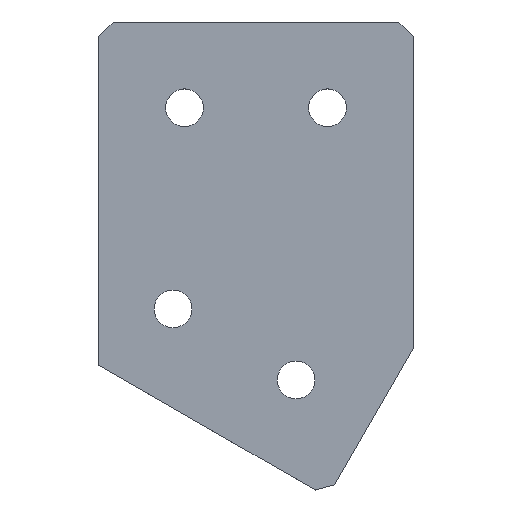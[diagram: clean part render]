
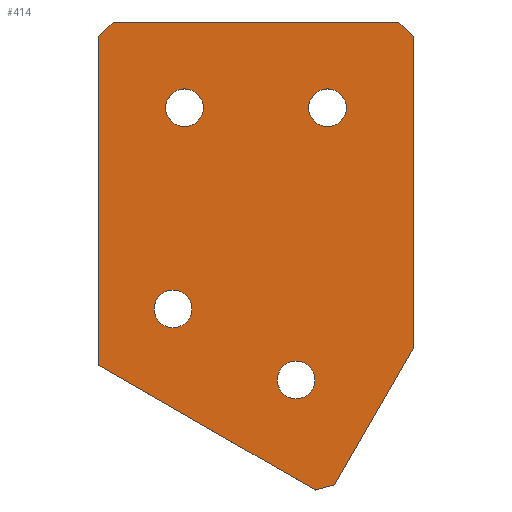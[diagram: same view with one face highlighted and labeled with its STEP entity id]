
A CAD part, top view. The second image highlights one B-rep face of the part: STEP entity #414.
In plain terms, the highlighted planar face has unit normal (0, 0, 1).
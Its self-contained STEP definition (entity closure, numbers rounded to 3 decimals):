
#4 = CARTESIAN_POINT ( 'NONE',  ( 34.51, -62.604, 0. ) ) ;
#6 = VECTOR ( 'NONE', #258, 1000. ) ;
#7 = VERTEX_POINT ( 'NONE', #394 ) ;
#9 = DIRECTION ( 'NONE',  ( 0., 1., 0. ) ) ;
#12 = DIRECTION ( 'NONE',  ( 0., 0., -1. ) ) ;
#17 = ORIENTED_EDGE ( 'NONE', *, *, #474, .T. ) ;
#20 = DIRECTION ( 'NONE',  ( 0., -1., 0. ) ) ;
#25 = DIRECTION ( 'NONE',  ( 0., 1., 0. ) ) ;
#31 = EDGE_CURVE ( 'NONE', #219, #168, #282, .T. ) ;
#38 = DIRECTION ( 'NONE',  ( 0., 0., 1. ) ) ;
#42 = EDGE_CURVE ( 'NONE', #439, #153, #88, .T. ) ;
#47 = AXIS2_PLACEMENT_3D ( 'NONE', #466, #12, #25 ) ;
#48 = ORIENTED_EDGE ( 'NONE', *, *, #298, .T. ) ;
#51 = VECTOR ( 'NONE', #237, 1000. ) ;
#62 = CARTESIAN_POINT ( 'NONE',  ( 37.835, -81.844, 0. ) ) ;
#68 = CARTESIAN_POINT ( 'NONE',  ( 55., 0., 0. ) ) ;
#88 = CIRCLE ( 'NONE', #111, 3.3 ) ;
#90 = DIRECTION ( 'NONE',  ( 0., 0., -1. ) ) ;
#92 = EDGE_CURVE ( 'NONE', #567, #450, #496, .T. ) ;
#95 = DIRECTION ( 'NONE',  ( -0.866, 0.5, 0. ) ) ;
#107 = CARTESIAN_POINT ( 'NONE',  ( 0., -60., 0. ) ) ;
#111 = AXIS2_PLACEMENT_3D ( 'NONE', #538, #345, #151 ) ;
#112 = ORIENTED_EDGE ( 'NONE', *, *, #92, .T. ) ;
#116 = VERTEX_POINT ( 'NONE', #445 ) ;
#124 = DIRECTION ( 'NONE',  ( 0., 0., -1. ) ) ;
#126 = VERTEX_POINT ( 'NONE', #448 ) ;
#140 = AXIS2_PLACEMENT_3D ( 'NONE', #4, #155, #9 ) ;
#145 = DIRECTION ( 'NONE',  ( 0., 1., 0. ) ) ;
#147 = ORIENTED_EDGE ( 'NONE', *, *, #521, .T. ) ;
#151 = DIRECTION ( 'NONE',  ( 0., 1., 0. ) ) ;
#152 = CIRCLE ( 'NONE', #512, 3.3 ) ;
#153 = VERTEX_POINT ( 'NONE', #389 ) ;
#155 = DIRECTION ( 'NONE',  ( 0., 0., -1. ) ) ;
#158 = CARTESIAN_POINT ( 'NONE',  ( 15., -18.3, 0. ) ) ;
#161 = DIRECTION ( 'NONE',  ( 0., 1., 0. ) ) ;
#162 = EDGE_CURVE ( 'NONE', #605, #580, #252, .T. ) ;
#163 = VECTOR ( 'NONE', #20, 1000. ) ;
#168 = VERTEX_POINT ( 'NONE', #174 ) ;
#171 = EDGE_CURVE ( 'NONE', #116, #450, #548, .T. ) ;
#172 = EDGE_LOOP ( 'NONE', ( #48, #264 ) ) ;
#174 = CARTESIAN_POINT ( 'NONE',  ( 34.51, -59.304, 0. ) ) ;
#186 = CARTESIAN_POINT ( 'NONE',  ( 40., -18.3, 0. ) ) ;
#191 = EDGE_CURVE ( 'NONE', #168, #219, #152, .T. ) ;
#193 = VERTEX_POINT ( 'NONE', #596 ) ;
#194 = LINE ( 'NONE', #107, #553 ) ;
#200 = CARTESIAN_POINT ( 'NONE',  ( 0., 0., 0. ) ) ;
#202 = VECTOR ( 'NONE', #621, 1000. ) ;
#208 = LINE ( 'NONE', #603, #520 ) ;
#218 = DIRECTION ( 'NONE',  ( 0., 1., 0. ) ) ;
#219 = VERTEX_POINT ( 'NONE', #220 ) ;
#220 = CARTESIAN_POINT ( 'NONE',  ( 34.51, -65.904, 0. ) ) ;
#223 = CARTESIAN_POINT ( 'NONE',  ( 0., 0., 0. ) ) ;
#237 = DIRECTION ( 'NONE',  ( 0., 1., 0. ) ) ;
#238 = EDGE_CURVE ( 'NONE', #267, #193, #315, .T. ) ;
#245 = ORIENTED_EDGE ( 'NONE', *, *, #31, .T. ) ;
#246 = CARTESIAN_POINT ( 'NONE',  ( 15., -15., 0. ) ) ;
#248 = EDGE_CURVE ( 'NONE', #567, #126, #517, .T. ) ;
#249 = VERTEX_POINT ( 'NONE', #269 ) ;
#252 = CIRCLE ( 'NONE', #423, 3.3 ) ;
#253 = EDGE_CURVE ( 'NONE', #249, #346, #615, .T. ) ;
#258 = DIRECTION ( 'NONE',  ( 1., 0., 0. ) ) ;
#259 = ORIENTED_EDGE ( 'NONE', *, *, #191, .T. ) ;
#261 = CARTESIAN_POINT ( 'NONE',  ( 22.995, -85.82, 0. ) ) ;
#263 = VECTOR ( 'NONE', #451, 1000. ) ;
#264 = ORIENTED_EDGE ( 'NONE', *, *, #42, .T. ) ;
#266 = CARTESIAN_POINT ( 'NONE',  ( 0., 0., 0. ) ) ;
#267 = VERTEX_POINT ( 'NONE', #62 ) ;
#269 = CARTESIAN_POINT ( 'NONE',  ( 40., -11.7, 0. ) ) ;
#270 = EDGE_CURVE ( 'NONE', #116, #7, #208, .T. ) ;
#277 = AXIS2_PLACEMENT_3D ( 'NONE', #246, #90, #444 ) ;
#279 = DIRECTION ( 'NONE',  ( 0., 1., 0. ) ) ;
#282 = CIRCLE ( 'NONE', #140, 3.3 ) ;
#287 = LINE ( 'NONE', #200, #51 ) ;
#290 = ORIENTED_EDGE ( 'NONE', *, *, #248, .F. ) ;
#291 = CARTESIAN_POINT ( 'NONE',  ( 40., -83.094, 0. ) ) ;
#293 = AXIS2_PLACEMENT_3D ( 'NONE', #366, #613, #279 ) ;
#298 = EDGE_CURVE ( 'NONE', #153, #439, #340, .T. ) ;
#305 = CARTESIAN_POINT ( 'NONE',  ( 0., -60., 0. ) ) ;
#309 = DIRECTION ( 'NONE',  ( 0., 0., -1. ) ) ;
#315 = LINE ( 'NONE', #261, #263 ) ;
#317 = LINE ( 'NONE', #291, #435 ) ;
#321 = FACE_OUTER_BOUND ( 'NONE', #332, .T. ) ;
#324 = ORIENTED_EDGE ( 'NONE', *, *, #525, .F. ) ;
#332 = EDGE_LOOP ( 'NONE', ( #628, #604, #504, #290, #112, #594, #501, #324 ) ) ;
#338 = DIRECTION ( 'NONE',  ( -0.5, -0.866, 0. ) ) ;
#340 = CIRCLE ( 'NONE', #293, 3.3 ) ;
#345 = DIRECTION ( 'NONE',  ( 0., 0., -1. ) ) ;
#346 = VERTEX_POINT ( 'NONE', #186 ) ;
#351 = DIRECTION ( 'NONE',  ( -0.707, -0.707, 0. ) ) ;
#362 = EDGE_LOOP ( 'NONE', ( #259, #245 ) ) ;
#366 = CARTESIAN_POINT ( 'NONE',  ( 12.99, -50.179, 0. ) ) ;
#374 = FACE_BOUND ( 'NONE', #619, .T. ) ;
#377 = DIRECTION ( 'NONE',  ( 0., 0., -1. ) ) ;
#389 = CARTESIAN_POINT ( 'NONE',  ( 12.99, -46.879, 0. ) ) ;
#394 = CARTESIAN_POINT ( 'NONE',  ( 0., -2.5, 0. ) ) ;
#414 = ADVANCED_FACE ( 'NONE', ( #524, #374, #618, #477, #321 ), #571, .T. ) ;
#418 = DIRECTION ( 'NONE',  ( 1., 0., 0. ) ) ;
#423 = AXIS2_PLACEMENT_3D ( 'NONE', #455, #309, #161 ) ;
#428 = EDGE_CURVE ( 'NONE', #126, #193, #317, .T. ) ;
#435 = VECTOR ( 'NONE', #338, 1000. ) ;
#439 = VERTEX_POINT ( 'NONE', #488 ) ;
#441 = CARTESIAN_POINT ( 'NONE',  ( 26.25, 26.25, 0. ) ) ;
#444 = DIRECTION ( 'NONE',  ( 0., 1., 0. ) ) ;
#445 = CARTESIAN_POINT ( 'NONE',  ( 2.5, 0., 0. ) ) ;
#448 = CARTESIAN_POINT ( 'NONE',  ( 55., -57.113, 0. ) ) ;
#449 = CIRCLE ( 'NONE', #277, 3.3 ) ;
#450 = VERTEX_POINT ( 'NONE', #576 ) ;
#451 = DIRECTION ( 'NONE',  ( 0.966, 0.259, 0. ) ) ;
#455 = CARTESIAN_POINT ( 'NONE',  ( 15., -15., 0. ) ) ;
#460 = EDGE_LOOP ( 'NONE', ( #487, #147 ) ) ;
#466 = CARTESIAN_POINT ( 'NONE',  ( 40., -15., 0. ) ) ;
#470 = CIRCLE ( 'NONE', #610, 3.3 ) ;
#474 = EDGE_CURVE ( 'NONE', #346, #249, #470, .T. ) ;
#477 = FACE_BOUND ( 'NONE', #362, .T. ) ;
#487 = ORIENTED_EDGE ( 'NONE', *, *, #162, .T. ) ;
#488 = CARTESIAN_POINT ( 'NONE',  ( 12.99, -53.479, 0. ) ) ;
#492 = CARTESIAN_POINT ( 'NONE',  ( 40., -15., 0. ) ) ;
#496 = LINE ( 'NONE', #441, #202 ) ;
#501 = ORIENTED_EDGE ( 'NONE', *, *, #270, .T. ) ;
#503 = CARTESIAN_POINT ( 'NONE',  ( 34.51, -62.604, 0. ) ) ;
#504 = ORIENTED_EDGE ( 'NONE', *, *, #428, .F. ) ;
#506 = EDGE_CURVE ( 'NONE', #267, #624, #194, .T. ) ;
#508 = ORIENTED_EDGE ( 'NONE', *, *, #253, .T. ) ;
#509 = CARTESIAN_POINT ( 'NONE',  ( 15., -11.7, 0. ) ) ;
#512 = AXIS2_PLACEMENT_3D ( 'NONE', #503, #124, #218 ) ;
#517 = LINE ( 'NONE', #68, #163 ) ;
#520 = VECTOR ( 'NONE', #351, 1000. ) ;
#521 = EDGE_CURVE ( 'NONE', #580, #605, #449, .T. ) ;
#524 = FACE_BOUND ( 'NONE', #460, .T. ) ;
#525 = EDGE_CURVE ( 'NONE', #624, #7, #287, .T. ) ;
#538 = CARTESIAN_POINT ( 'NONE',  ( 12.99, -50.179, 0. ) ) ;
#548 = LINE ( 'NONE', #266, #6 ) ;
#553 = VECTOR ( 'NONE', #95, 1000. ) ;
#567 = VERTEX_POINT ( 'NONE', #602 ) ;
#571 = PLANE ( 'NONE',  #589 ) ;
#576 = CARTESIAN_POINT ( 'NONE',  ( 52.5, 0., 0. ) ) ;
#580 = VERTEX_POINT ( 'NONE', #158 ) ;
#589 = AXIS2_PLACEMENT_3D ( 'NONE', #223, #38, #418 ) ;
#594 = ORIENTED_EDGE ( 'NONE', *, *, #171, .F. ) ;
#596 = CARTESIAN_POINT ( 'NONE',  ( 41.25, -80.929, 0. ) ) ;
#602 = CARTESIAN_POINT ( 'NONE',  ( 55., -2.5, 0. ) ) ;
#603 = CARTESIAN_POINT ( 'NONE',  ( 1.25, -1.25, 0. ) ) ;
#604 = ORIENTED_EDGE ( 'NONE', *, *, #238, .T. ) ;
#605 = VERTEX_POINT ( 'NONE', #509 ) ;
#610 = AXIS2_PLACEMENT_3D ( 'NONE', #492, #377, #145 ) ;
#613 = DIRECTION ( 'NONE',  ( 0., 0., -1. ) ) ;
#615 = CIRCLE ( 'NONE', #47, 3.3 ) ;
#618 = FACE_BOUND ( 'NONE', #172, .T. ) ;
#619 = EDGE_LOOP ( 'NONE', ( #508, #17 ) ) ;
#621 = DIRECTION ( 'NONE',  ( -0.707, 0.707, 0. ) ) ;
#624 = VERTEX_POINT ( 'NONE', #305 ) ;
#628 = ORIENTED_EDGE ( 'NONE', *, *, #506, .F. ) ;
